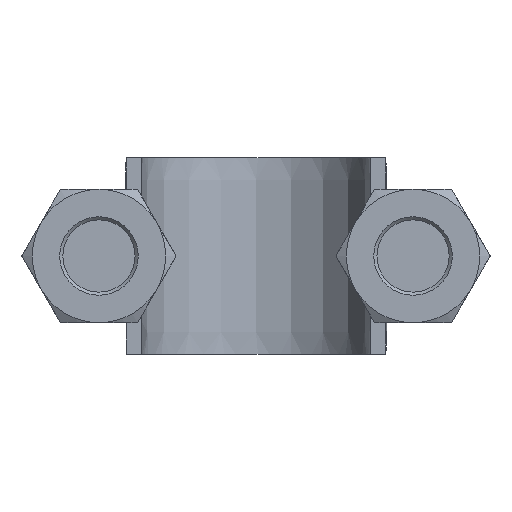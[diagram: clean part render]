
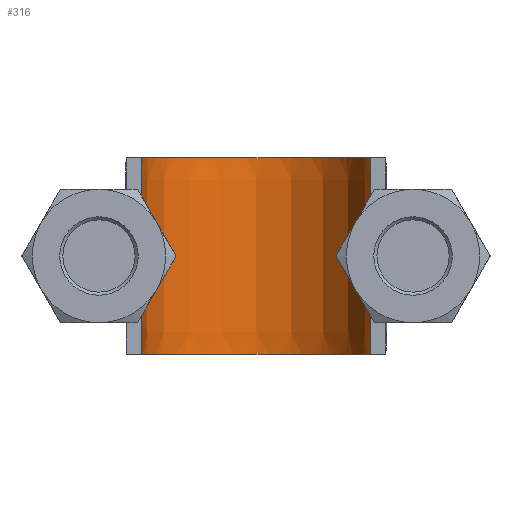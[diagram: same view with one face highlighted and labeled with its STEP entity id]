
A CAD part, front view. The second image highlights one B-rep face of the part: STEP entity #316.
In plain terms, the highlighted face is a extrusion surface.
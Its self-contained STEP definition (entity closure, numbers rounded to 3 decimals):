
#316 = ADVANCED_FACE( '', ( #391 ), #392, .T. );
#391 = FACE_OUTER_BOUND( '', #554, .T. );
#392 = SURFACE_OF_LINEAR_EXTRUSION( '', #555, #556 );
#554 = EDGE_LOOP( '', ( #1536, #1537, #1538, #1539 ) );
#555 = B_SPLINE_CURVE_WITH_KNOTS( '', 3, ( #1540, #1541, #1542, #1543, #1544, #1545, #1546, #1547, #1548, #1549, #1550, #1551, #1552, #1553, #1554, #1555 ), .UNSPECIFIED., .F., .F., ( 4, 3, 1, 1, 1, 1, 1, 1, 3, 4 ), ( 0.146, 1., 1.5, 2., 3., 4., 5., 5.5, 6., 6.854 ), .UNSPECIFIED. );
#556 = VECTOR( '', #1556, 1000. );
#1536 = ORIENTED_EDGE( '', *, *, #2030, .F. );
#1537 = ORIENTED_EDGE( '', *, *, #2034, .T. );
#1538 = ORIENTED_EDGE( '', *, *, #2035, .T. );
#1539 = ORIENTED_EDGE( '', *, *, #2036, .F. );
#1540 = CARTESIAN_POINT( '', ( -14.54, 50.72, -61.208 ) );
#1541 = CARTESIAN_POINT( '', ( -14.54, 55.303, -61.208 ) );
#1542 = CARTESIAN_POINT( '', ( -14.54, 59.887, -61.208 ) );
#1543 = CARTESIAN_POINT( '', ( -14.54, 64.47, -61.208 ) );
#1544 = CARTESIAN_POINT( '', ( -14.54, 65.971, -61.208 ) );
#1545 = CARTESIAN_POINT( '', ( -14.042, 69.041, -61.208 ) );
#1546 = CARTESIAN_POINT( '', ( -11.271, 74.533, -61.208 ) );
#1547 = CARTESIAN_POINT( '', ( -4.798, 79.24, -61.208 ) );
#1548 = CARTESIAN_POINT( '', ( 4.798, 79.24, -61.208 ) );
#1549 = CARTESIAN_POINT( '', ( 11.271, 74.533, -61.208 ) );
#1550 = CARTESIAN_POINT( '', ( 14.042, 69.041, -61.208 ) );
#1551 = CARTESIAN_POINT( '', ( 14.54, 65.971, -61.208 ) );
#1552 = CARTESIAN_POINT( '', ( 14.54, 64.47, -61.208 ) );
#1553 = CARTESIAN_POINT( '', ( 14.54, 59.887, -61.208 ) );
#1554 = CARTESIAN_POINT( '', ( 14.54, 55.303, -61.208 ) );
#1555 = CARTESIAN_POINT( '', ( 14.54, 50.72, -61.208 ) );
#1556 = DIRECTION( '', ( 0., 0., 1. ) );
#2030 = EDGE_CURVE( '', #2170, #2172, #2173, .T. );
#2034 = EDGE_CURVE( '', #2170, #2179, #2180, .T. );
#2035 = EDGE_CURVE( '', #2179, #2181, #2182, .T. );
#2036 = EDGE_CURVE( '', #2172, #2181, #2183, .T. );
#2170 = VERTEX_POINT( '', #2403 );
#2172 = VERTEX_POINT( '', #2406 );
#2173 = LINE( '', #2407, #2408 );
#2179 = VERTEX_POINT( '', #2454 );
#2180 = B_SPLINE_CURVE_WITH_KNOTS( '', 3, ( #2455, #2456, #2457, #2458, #2459, #2460, #2461, #2462, #2463, #2464, #2465, #2466, #2467, #2468, #2469, #2470 ), .UNSPECIFIED., .F., .F., ( 4, 3, 1, 1, 1, 1, 1, 1, 3, 4 ), ( 0.146, 1., 1.5, 2., 3., 4., 5., 5.5, 6., 6.854 ), .UNSPECIFIED. );
#2181 = VERTEX_POINT( '', #2471 );
#2182 = LINE( '', #2472, #2473 );
#2183 = B_SPLINE_CURVE_WITH_KNOTS( '', 3, ( #2474, #2475, #2476, #2477, #2478, #2479, #2480, #2481, #2482, #2483, #2484, #2485, #2486, #2487, #2488, #2489 ), .UNSPECIFIED., .F., .F., ( 4, 3, 1, 1, 1, 1, 1, 1, 3, 4 ), ( 0.146, 1., 1.5, 2., 3., 4., 5., 5.5, 6., 6.854 ), .UNSPECIFIED. );
#2403 = CARTESIAN_POINT( '', ( -14.54, 50.72, -12.5 ) );
#2406 = CARTESIAN_POINT( '', ( -14.54, 50.72, 12.5 ) );
#2407 = CARTESIAN_POINT( '', ( -14.54, 50.72, -61.208 ) );
#2408 = VECTOR( '', #2982, 1000. );
#2454 = CARTESIAN_POINT( '', ( 14.54, 50.72, -12.5 ) );
#2455 = CARTESIAN_POINT( '', ( -14.54, 50.72, -12.5 ) );
#2456 = CARTESIAN_POINT( '', ( -14.54, 55.303, -12.5 ) );
#2457 = CARTESIAN_POINT( '', ( -14.54, 59.887, -12.5 ) );
#2458 = CARTESIAN_POINT( '', ( -14.54, 64.47, -12.5 ) );
#2459 = CARTESIAN_POINT( '', ( -14.54, 65.971, -12.5 ) );
#2460 = CARTESIAN_POINT( '', ( -14.042, 69.041, -12.5 ) );
#2461 = CARTESIAN_POINT( '', ( -11.271, 74.533, -12.5 ) );
#2462 = CARTESIAN_POINT( '', ( -4.798, 79.24, -12.5 ) );
#2463 = CARTESIAN_POINT( '', ( 4.798, 79.24, -12.5 ) );
#2464 = CARTESIAN_POINT( '', ( 11.271, 74.533, -12.5 ) );
#2465 = CARTESIAN_POINT( '', ( 14.042, 69.041, -12.5 ) );
#2466 = CARTESIAN_POINT( '', ( 14.54, 65.971, -12.5 ) );
#2467 = CARTESIAN_POINT( '', ( 14.54, 64.47, -12.5 ) );
#2468 = CARTESIAN_POINT( '', ( 14.54, 59.887, -12.5 ) );
#2469 = CARTESIAN_POINT( '', ( 14.54, 55.303, -12.5 ) );
#2470 = CARTESIAN_POINT( '', ( 14.54, 50.72, -12.5 ) );
#2471 = CARTESIAN_POINT( '', ( 14.54, 50.72, 12.5 ) );
#2472 = CARTESIAN_POINT( '', ( 14.54, 50.72, -61.208 ) );
#2473 = VECTOR( '', #2984, 1000. );
#2474 = CARTESIAN_POINT( '', ( -14.54, 50.72, 12.5 ) );
#2475 = CARTESIAN_POINT( '', ( -14.54, 55.303, 12.5 ) );
#2476 = CARTESIAN_POINT( '', ( -14.54, 59.887, 12.5 ) );
#2477 = CARTESIAN_POINT( '', ( -14.54, 64.47, 12.5 ) );
#2478 = CARTESIAN_POINT( '', ( -14.54, 65.971, 12.5 ) );
#2479 = CARTESIAN_POINT( '', ( -14.042, 69.041, 12.5 ) );
#2480 = CARTESIAN_POINT( '', ( -11.271, 74.533, 12.5 ) );
#2481 = CARTESIAN_POINT( '', ( -4.798, 79.24, 12.5 ) );
#2482 = CARTESIAN_POINT( '', ( 4.798, 79.24, 12.5 ) );
#2483 = CARTESIAN_POINT( '', ( 11.271, 74.533, 12.5 ) );
#2484 = CARTESIAN_POINT( '', ( 14.042, 69.041, 12.5 ) );
#2485 = CARTESIAN_POINT( '', ( 14.54, 65.971, 12.5 ) );
#2486 = CARTESIAN_POINT( '', ( 14.54, 64.47, 12.5 ) );
#2487 = CARTESIAN_POINT( '', ( 14.54, 59.887, 12.5 ) );
#2488 = CARTESIAN_POINT( '', ( 14.54, 55.303, 12.5 ) );
#2489 = CARTESIAN_POINT( '', ( 14.54, 50.72, 12.5 ) );
#2982 = DIRECTION( '', ( 0., 0., 1. ) );
#2984 = DIRECTION( '', ( 0., 0., 1. ) );
